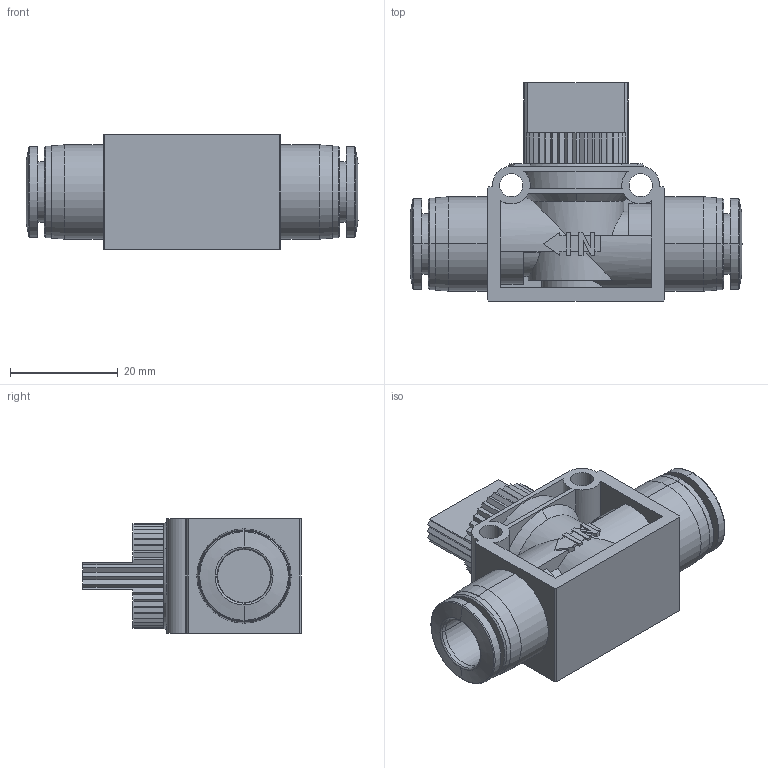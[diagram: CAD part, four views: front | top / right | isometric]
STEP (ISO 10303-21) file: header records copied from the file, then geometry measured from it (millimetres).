
FILE_DESCRIPTION (( 'STEP AP214' ), '1' );
FILE_NAME ('HVU38.step', '2016-02-24T20:38:41', ( '' ), ( '' ), 'SwSTEP 2.0', 'SolidWorks 2015', '' );
FILE_SCHEMA (( 'AUTOMOTIVE_DESIGN' ));
Length unit declared in the file: inch
Products named in the file (1): HVU38
Bounding box: 61.6 x 40.5 x 21.2 mm (x, y, z)
Volume: 18850.2 mm3; surface area: 10498.5 mm2
Topology: 1 solids, 1 shells, 303 faces, 837 edges, 550 vertices
Faces by surface type: plane 212, cylinder 60, cone 23, bspline 4, torus 4
Entity records: 13875 total; most frequent: CARTESIAN_POINT 2101, ORIENTED_EDGE 1674, DIRECTION 1570, EDGE_CURVE 837, VECTOR 608, LINE 608, VERTEX_POINT 550, AXIS2_PLACEMENT_3D 481
